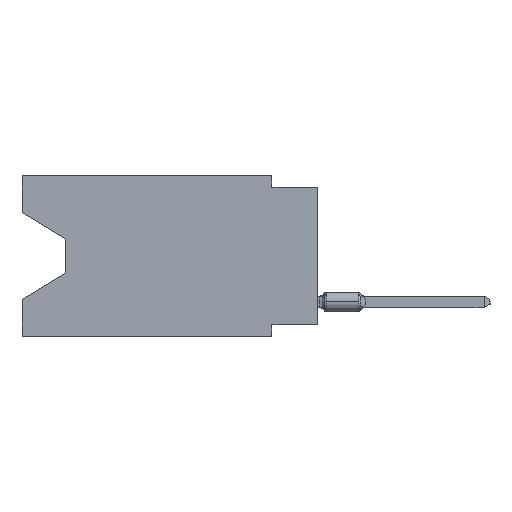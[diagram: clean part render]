
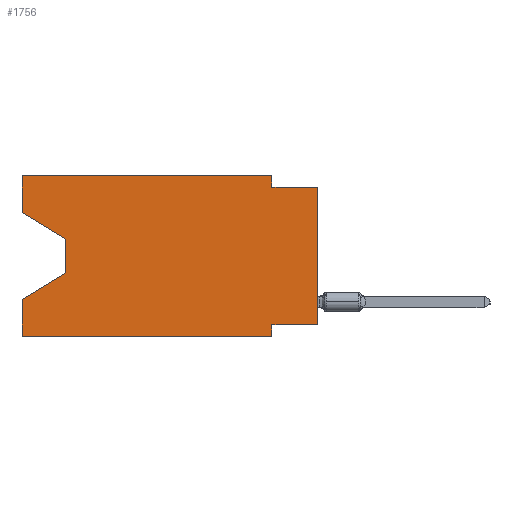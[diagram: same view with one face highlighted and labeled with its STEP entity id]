
A CAD part, left-side view. The second image highlights one B-rep face of the part: STEP entity #1756.
In plain terms, the highlighted planar face has unit normal (-1, 0, 0).
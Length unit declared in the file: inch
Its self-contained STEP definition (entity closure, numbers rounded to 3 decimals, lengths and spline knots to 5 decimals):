
#103 = LINE ( 'NONE', #3448, #14732 ) ;
#498 = DIRECTION ( 'NONE',  ( 0., 0., -1. ) ) ;
#835 = CARTESIAN_POINT ( 'NONE',  ( 0., 0.645, 0. ) ) ;
#1339 = EDGE_CURVE ( 'NONE', #8074, #5939, #4398, .T. ) ;
#1536 = VECTOR ( 'NONE', #24880, 39.37008 ) ;
#1756 = ADVANCED_FACE ( 'NONE', ( #5208 ), #2735, .F. ) ;
#2047 = LINE ( 'NONE', #33883, #16302 ) ;
#2161 = CARTESIAN_POINT ( 'NONE',  ( 0., 0., -0.025 ) ) ;
#2605 = VERTEX_POINT ( 'NONE', #24089 ) ;
#2655 = ORIENTED_EDGE ( 'NONE', *, *, #21294, .F. ) ;
#2735 = PLANE ( 'NONE',  #13692 ) ;
#3448 = CARTESIAN_POINT ( 'NONE',  ( 0., 0.1, 0. ) ) ;
#3453 = CARTESIAN_POINT ( 'NONE',  ( 0., 0.55, -0.212 ) ) ;
#3508 = CARTESIAN_POINT ( 'NONE',  ( 0., 0.1, -0.35 ) ) ;
#4017 = EDGE_LOOP ( 'NONE', ( #32649, #12796, #23577, #26341, #33846, #5900, #2655, #31761, #23834, #30992, #30658, #6687 ) ) ;
#4090 = VECTOR ( 'NONE', #20527, 39.37008 ) ;
#4130 = VERTEX_POINT ( 'NONE', #8132 ) ;
#4260 = VERTEX_POINT ( 'NONE', #8820 ) ;
#4398 = LINE ( 'NONE', #18989, #20964 ) ;
#4688 = EDGE_CURVE ( 'NONE', #24372, #4260, #103, .T. ) ;
#5208 = FACE_OUTER_BOUND ( 'NONE', #4017, .T. ) ;
#5828 = LINE ( 'NONE', #28031, #1536 ) ;
#5900 = ORIENTED_EDGE ( 'NONE', *, *, #22314, .F. ) ;
#5934 = DIRECTION ( 'NONE',  ( 0., 0., -1. ) ) ;
#5939 = VERTEX_POINT ( 'NONE', #3453 ) ;
#6687 = ORIENTED_EDGE ( 'NONE', *, *, #33517, .F. ) ;
#6727 = CARTESIAN_POINT ( 'NONE',  ( 0., 0.1, -0.325 ) ) ;
#8074 = VERTEX_POINT ( 'NONE', #33794 ) ;
#8132 = CARTESIAN_POINT ( 'NONE',  ( 0., 0., -0.325 ) ) ;
#8798 = EDGE_CURVE ( 'NONE', #5939, #16004, #5828, .T. ) ;
#8820 = CARTESIAN_POINT ( 'NONE',  ( 0., 0.1, -0.025 ) ) ;
#9150 = EDGE_CURVE ( 'NONE', #2605, #8074, #13987, .T. ) ;
#9340 = CARTESIAN_POINT ( 'NONE',  ( 0., 0., -0.325 ) ) ;
#10068 = DIRECTION ( 'NONE',  ( 0., 0., 1. ) ) ;
#10183 = VERTEX_POINT ( 'NONE', #6727 ) ;
#12077 = VECTOR ( 'NONE', #14757, 39.37008 ) ;
#12646 = CARTESIAN_POINT ( 'NONE',  ( 0., 0.1, 0. ) ) ;
#12796 = ORIENTED_EDGE ( 'NONE', *, *, #1339, .T. ) ;
#13579 = CARTESIAN_POINT ( 'NONE',  ( 0., 0.645, 0. ) ) ;
#13692 = AXIS2_PLACEMENT_3D ( 'NONE', #13579, #24435, #16426 ) ;
#13987 = LINE ( 'NONE', #21999, #19687 ) ;
#14732 = VECTOR ( 'NONE', #5934, 39.37008 ) ;
#14757 = DIRECTION ( 'NONE',  ( 0., -1., 0. ) ) ;
#15011 = CARTESIAN_POINT ( 'NONE',  ( 0., 0.645, 0. ) ) ;
#15342 = VECTOR ( 'NONE', #26730, 39.37008 ) ;
#16004 = VERTEX_POINT ( 'NONE', #25493 ) ;
#16220 = DIRECTION ( 'NONE',  ( 0., -1., 0. ) ) ;
#16302 = VECTOR ( 'NONE', #10068, 39.37008 ) ;
#16426 = DIRECTION ( 'NONE',  ( 0., 0., -1. ) ) ;
#17173 = EDGE_CURVE ( 'NONE', #33799, #16004, #18735, .T. ) ;
#17766 = VECTOR ( 'NONE', #28354, 39.37008 ) ;
#17951 = CARTESIAN_POINT ( 'NONE',  ( 0., 0.645, -0.35 ) ) ;
#18267 = EDGE_CURVE ( 'NONE', #4130, #20088, #2047, .T. ) ;
#18735 = LINE ( 'NONE', #25870, #15342 ) ;
#18989 = CARTESIAN_POINT ( 'NONE',  ( 0., 0.55, -0.138 ) ) ;
#19557 = EDGE_CURVE ( 'NONE', #31259, #24372, #22361, .T. ) ;
#19687 = VECTOR ( 'NONE', #22320, 39.37008 ) ;
#20002 = CARTESIAN_POINT ( 'NONE',  ( 0., 0., -0.025 ) ) ;
#20088 = VERTEX_POINT ( 'NONE', #20002 ) ;
#20165 = LINE ( 'NONE', #31015, #17766 ) ;
#20183 = LINE ( 'NONE', #9340, #4090 ) ;
#20527 = DIRECTION ( 'NONE',  ( 0., 1., 0. ) ) ;
#20964 = VECTOR ( 'NONE', #498, 39.37008 ) ;
#21294 = EDGE_CURVE ( 'NONE', #4130, #10183, #20183, .T. ) ;
#21929 = LINE ( 'NONE', #22104, #24192 ) ;
#21999 = CARTESIAN_POINT ( 'NONE',  ( 0., 0.645, -0.08025 ) ) ;
#22104 = CARTESIAN_POINT ( 'NONE',  ( 0., 0.645, 0. ) ) ;
#22314 = EDGE_CURVE ( 'NONE', #10183, #27636, #20165, .T. ) ;
#22320 = DIRECTION ( 'NONE',  ( 0., -0.855, -0.519 ) ) ;
#22361 = LINE ( 'NONE', #835, #25417 ) ;
#22763 = LINE ( 'NONE', #23112, #12077 ) ;
#23112 = CARTESIAN_POINT ( 'NONE',  ( 0., 0.645, -0.35 ) ) ;
#23577 = ORIENTED_EDGE ( 'NONE', *, *, #8798, .T. ) ;
#23834 = ORIENTED_EDGE ( 'NONE', *, *, #24497, .F. ) ;
#24057 = DIRECTION ( 'NONE',  ( 0., 0., 1. ) ) ;
#24089 = CARTESIAN_POINT ( 'NONE',  ( 0., 0.645, -0.08025 ) ) ;
#24192 = VECTOR ( 'NONE', #24057, 39.37008 ) ;
#24233 = LINE ( 'NONE', #2161, #32593 ) ;
#24372 = VERTEX_POINT ( 'NONE', #12646 ) ;
#24435 = DIRECTION ( 'NONE',  ( 1., 0., 0. ) ) ;
#24497 = EDGE_CURVE ( 'NONE', #4260, #20088, #24233, .T. ) ;
#24880 = DIRECTION ( 'NONE',  ( 0., 0.855, -0.519 ) ) ;
#25417 = VECTOR ( 'NONE', #28039, 39.37008 ) ;
#25493 = CARTESIAN_POINT ( 'NONE',  ( 0., 0.645, -0.26975 ) ) ;
#25870 = CARTESIAN_POINT ( 'NONE',  ( 0., 0.645, 0. ) ) ;
#26341 = ORIENTED_EDGE ( 'NONE', *, *, #17173, .F. ) ;
#26730 = DIRECTION ( 'NONE',  ( 0., 0., 1. ) ) ;
#27636 = VERTEX_POINT ( 'NONE', #3508 ) ;
#28031 = CARTESIAN_POINT ( 'NONE',  ( 0., 0.55, -0.212 ) ) ;
#28039 = DIRECTION ( 'NONE',  ( 0., -1., 0. ) ) ;
#28354 = DIRECTION ( 'NONE',  ( 0., 0., -1. ) ) ;
#28476 = EDGE_CURVE ( 'NONE', #33799, #27636, #22763, .T. ) ;
#30658 = ORIENTED_EDGE ( 'NONE', *, *, #19557, .F. ) ;
#30992 = ORIENTED_EDGE ( 'NONE', *, *, #4688, .F. ) ;
#31015 = CARTESIAN_POINT ( 'NONE',  ( 0., 0.1, -0.35 ) ) ;
#31259 = VERTEX_POINT ( 'NONE', #15011 ) ;
#31761 = ORIENTED_EDGE ( 'NONE', *, *, #18267, .T. ) ;
#32593 = VECTOR ( 'NONE', #16220, 39.37008 ) ;
#32649 = ORIENTED_EDGE ( 'NONE', *, *, #9150, .T. ) ;
#33517 = EDGE_CURVE ( 'NONE', #2605, #31259, #21929, .T. ) ;
#33794 = CARTESIAN_POINT ( 'NONE',  ( 0., 0.55, -0.138 ) ) ;
#33799 = VERTEX_POINT ( 'NONE', #17951 ) ;
#33846 = ORIENTED_EDGE ( 'NONE', *, *, #28476, .T. ) ;
#33883 = CARTESIAN_POINT ( 'NONE',  ( 0., 0., 0. ) ) ;
